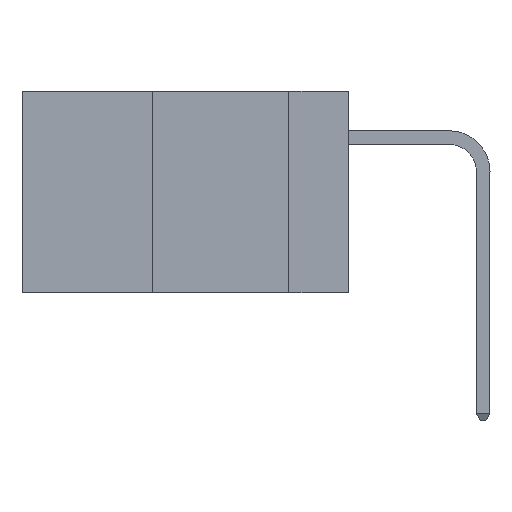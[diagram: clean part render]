
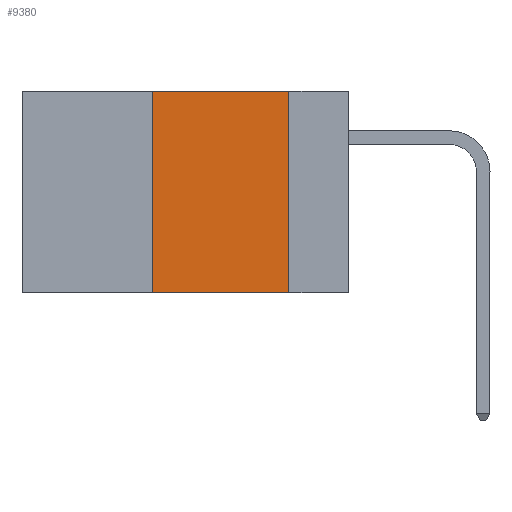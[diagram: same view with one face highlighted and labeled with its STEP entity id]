
A CAD part, left-side view. The second image highlights one B-rep face of the part: STEP entity #9380.
In plain terms, the highlighted planar face has unit normal (-1, 0, 0).
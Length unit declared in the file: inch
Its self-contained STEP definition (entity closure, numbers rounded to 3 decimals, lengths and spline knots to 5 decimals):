
#100 = DIRECTION ( 'NONE',  ( 0., 0., -1. ) ) ;
#181 = VECTOR ( 'NONE', #5044, 39.37008 ) ;
#963 = DIRECTION ( 'NONE',  ( 0., 0., 1. ) ) ;
#1181 = DIRECTION ( 'NONE',  ( 0., 0., -1. ) ) ;
#1607 = CARTESIAN_POINT ( 'NONE',  ( 0., 0.11, 0. ) ) ;
#1866 = CARTESIAN_POINT ( 'NONE',  ( 0., 0.36, -0.37 ) ) ;
#2265 = EDGE_CURVE ( 'NONE', #4491, #12697, #16848, .T. ) ;
#3551 = CARTESIAN_POINT ( 'NONE',  ( 0., 0.6, -0.37 ) ) ;
#3764 = LINE ( 'NONE', #1607, #18249 ) ;
#3990 = CARTESIAN_POINT ( 'NONE',  ( 0., 0.36, 0. ) ) ;
#4491 = VERTEX_POINT ( 'NONE', #19108 ) ;
#4931 = VECTOR ( 'NONE', #963, 39.37008 ) ;
#5044 = DIRECTION ( 'NONE',  ( 0., -1., 0. ) ) ;
#5170 = CARTESIAN_POINT ( 'NONE',  ( 0., 0.6, 0. ) ) ;
#5460 = DIRECTION ( 'NONE',  ( 0., -1., 0. ) ) ;
#5740 = PLANE ( 'NONE',  #16688 ) ;
#5767 = ORIENTED_EDGE ( 'NONE', *, *, #7713, .F. ) ;
#6613 = ORIENTED_EDGE ( 'NONE', *, *, #16025, .F. ) ;
#6894 = CARTESIAN_POINT ( 'NONE',  ( 0., 0.11, -0.37 ) ) ;
#7463 = CARTESIAN_POINT ( 'NONE',  ( 0., 0.11, 0. ) ) ;
#7488 = VERTEX_POINT ( 'NONE', #1866 ) ;
#7713 = EDGE_CURVE ( 'NONE', #7488, #4491, #16393, .T. ) ;
#9246 = ORIENTED_EDGE ( 'NONE', *, *, #9725, .T. ) ;
#9380 = ADVANCED_FACE ( 'NONE', ( #10437 ), #5740, .F. ) ;
#9725 = EDGE_CURVE ( 'NONE', #7488, #19024, #12249, .T. ) ;
#10266 = DIRECTION ( 'NONE',  ( 1., 0., 0. ) ) ;
#10437 = FACE_OUTER_BOUND ( 'NONE', #11848, .T. ) ;
#11848 = EDGE_LOOP ( 'NONE', ( #6613, #12305, #5767, #9246 ) ) ;
#12249 = LINE ( 'NONE', #3551, #181 ) ;
#12305 = ORIENTED_EDGE ( 'NONE', *, *, #2265, .F. ) ;
#12697 = VERTEX_POINT ( 'NONE', #7463 ) ;
#16025 = EDGE_CURVE ( 'NONE', #12697, #19024, #3764, .T. ) ;
#16366 = VECTOR ( 'NONE', #5460, 39.37008 ) ;
#16393 = LINE ( 'NONE', #3990, #4931 ) ;
#16688 = AXIS2_PLACEMENT_3D ( 'NONE', #19158, #10266, #1181 ) ;
#16848 = LINE ( 'NONE', #5170, #16366 ) ;
#18249 = VECTOR ( 'NONE', #100, 39.37008 ) ;
#19024 = VERTEX_POINT ( 'NONE', #6894 ) ;
#19108 = CARTESIAN_POINT ( 'NONE',  ( 0., 0.36, 0. ) ) ;
#19158 = CARTESIAN_POINT ( 'NONE',  ( 0., 0.6, 0. ) ) ;
